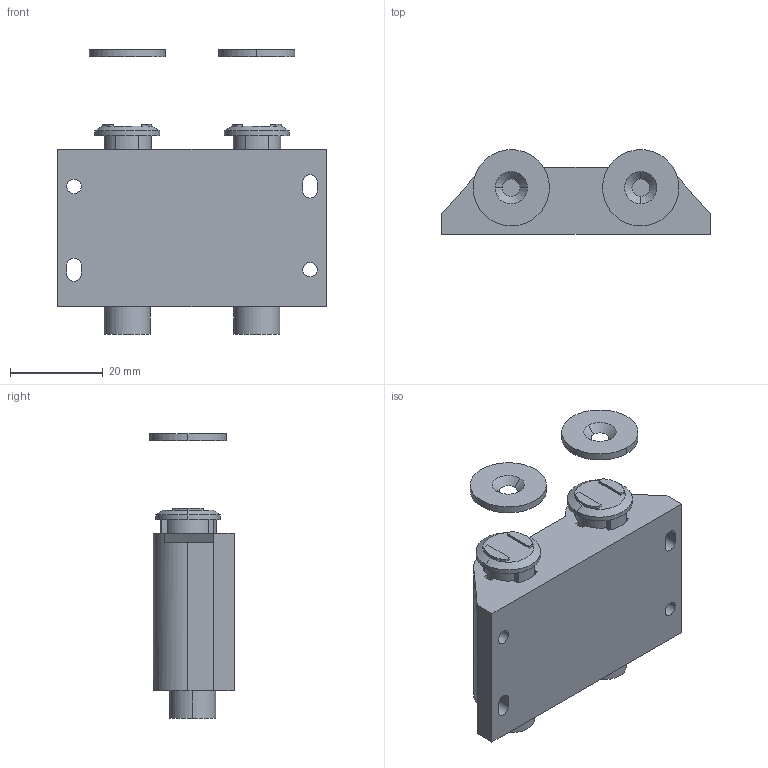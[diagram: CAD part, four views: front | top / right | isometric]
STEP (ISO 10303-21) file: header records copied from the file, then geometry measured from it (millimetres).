
FILE_DESCRIPTION (( 'STEP AP203' ), '1' );
FILE_NAME ('sone3D.STEP', '2015-04-01T06:43:25', ( '' ), ( '' ), 'SwSTEP 2.0', 'SolidWorks 2012', '' );
FILE_SCHEMA (( 'CONFIG_CONTROL_DESIGN' ));
Length unit declared in the file: millimetre
Products named in the file (4): C-107-W-1ケース_; sone3D; C-107-W-1受け_; C-107-W-1芯_
Assembly tree (5 placements, depth 2):
  sone3D
    C-107-W-1ケース_
    C-107-W-1芯_  x2
    C-107-W-1受け_  x2
Bounding box: 58 x 18.25 x 61.6 mm (x, y, z)
Volume: 27298.1 mm3; surface area: 10800 mm2
Topology: 5 solids, 5 shells, 136 faces, 342 edges, 226 vertices
Faces by surface type: plane 72, cylinder 56, cone 8
Entity records: 3662 total; most frequent: DIRECTION 584, CARTESIAN_POINT 553, ORIENTED_EDGE 532, EDGE_CURVE 266, AXIS2_PLACEMENT_3D 207, VERTEX_POINT 176, LINE 170, VECTOR 170
